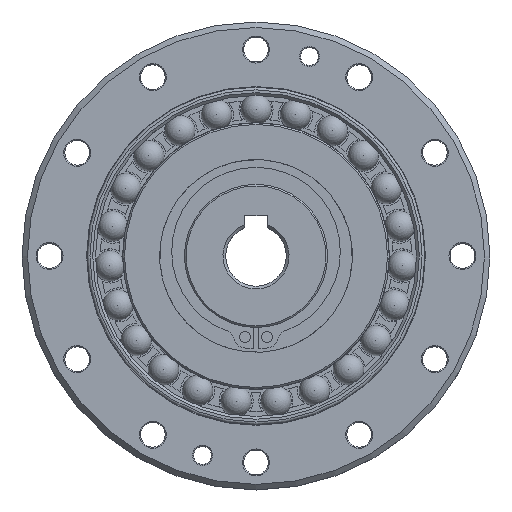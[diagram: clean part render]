
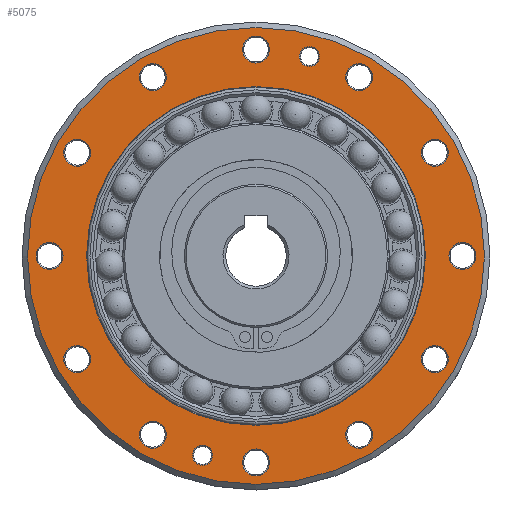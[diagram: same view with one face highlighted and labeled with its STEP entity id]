
A CAD part, top view. The second image highlights one B-rep face of the part: STEP entity #5075.
In plain terms, the highlighted planar face has unit normal (0, 0, 1).
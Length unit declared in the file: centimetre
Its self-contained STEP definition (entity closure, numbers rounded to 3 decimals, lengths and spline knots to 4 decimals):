
#1107=FACE_BOUND($,#1575,.T.);
#1108=FACE_BOUND($,#1576,.T.);
#1109=FACE_BOUND($,#1577,.T.);
#1110=FACE_BOUND($,#1578,.T.);
#1111=FACE_BOUND($,#1579,.T.);
#1112=FACE_BOUND($,#1580,.T.);
#1113=FACE_BOUND($,#1581,.T.);
#1114=FACE_BOUND($,#1582,.T.);
#1115=FACE_BOUND($,#1583,.T.);
#1116=FACE_BOUND($,#1584,.T.);
#1117=FACE_BOUND($,#1585,.T.);
#1118=FACE_BOUND($,#1586,.T.);
#1119=FACE_BOUND($,#1587,.T.);
#1120=FACE_BOUND($,#1588,.T.);
#1121=FACE_BOUND($,#1589,.T.);
#1122=FACE_BOUND($,#1590,.T.);
#1575=EDGE_LOOP($,(#4537));
#1576=EDGE_LOOP($,(#4538));
#1577=EDGE_LOOP($,(#4539));
#1578=EDGE_LOOP($,(#4540));
#1579=EDGE_LOOP($,(#4541));
#1580=EDGE_LOOP($,(#4542));
#1581=EDGE_LOOP($,(#4543));
#1582=EDGE_LOOP($,(#4544));
#1583=EDGE_LOOP($,(#4545));
#1584=EDGE_LOOP($,(#4546));
#1585=EDGE_LOOP($,(#4547));
#1586=EDGE_LOOP($,(#4548));
#1587=EDGE_LOOP($,(#4549));
#1588=EDGE_LOOP($,(#4550));
#1589=EDGE_LOOP($,(#4551));
#1590=EDGE_LOOP($,(#4552));
#2170=CIRCLE($,#5862,3.0769);
#2171=CIRCLE($,#5864,0.245);
#2172=CIRCLE($,#5865,0.245);
#2173=CIRCLE($,#5866,0.245);
#2174=CIRCLE($,#5867,0.245);
#2175=CIRCLE($,#5868,0.245);
#2176=CIRCLE($,#5869,0.245);
#2177=CIRCLE($,#5870,0.245);
#2178=CIRCLE($,#5871,0.245);
#2179=CIRCLE($,#5872,0.245);
#2180=CIRCLE($,#5873,0.245);
#2181=CIRCLE($,#5874,0.245);
#2182=CIRCLE($,#5875,0.245);
#2183=CIRCLE($,#5876,0.1821);
#2184=CIRCLE($,#5877,0.1821);
#2185=CIRCLE($,#5878,4.15);
#2615=VERTEX_POINT($,#9062);
#2616=VERTEX_POINT($,#9065);
#2617=VERTEX_POINT($,#9067);
#2618=VERTEX_POINT($,#9069);
#2619=VERTEX_POINT($,#9071);
#2620=VERTEX_POINT($,#9073);
#2621=VERTEX_POINT($,#9075);
#2622=VERTEX_POINT($,#9077);
#2623=VERTEX_POINT($,#9079);
#2624=VERTEX_POINT($,#9081);
#2625=VERTEX_POINT($,#9083);
#2626=VERTEX_POINT($,#9085);
#2627=VERTEX_POINT($,#9087);
#2628=VERTEX_POINT($,#9089);
#2629=VERTEX_POINT($,#9091);
#2630=VERTEX_POINT($,#9093);
#3252=EDGE_CURVE($,#2615,#2615,#2170,.T.);
#3253=EDGE_CURVE($,#2616,#2616,#2171,.T.);
#3254=EDGE_CURVE($,#2617,#2617,#2172,.T.);
#3255=EDGE_CURVE($,#2618,#2618,#2173,.T.);
#3256=EDGE_CURVE($,#2619,#2619,#2174,.T.);
#3257=EDGE_CURVE($,#2620,#2620,#2175,.T.);
#3258=EDGE_CURVE($,#2621,#2621,#2176,.T.);
#3259=EDGE_CURVE($,#2622,#2622,#2177,.T.);
#3260=EDGE_CURVE($,#2623,#2623,#2178,.T.);
#3261=EDGE_CURVE($,#2624,#2624,#2179,.T.);
#3262=EDGE_CURVE($,#2625,#2625,#2180,.T.);
#3263=EDGE_CURVE($,#2626,#2626,#2181,.T.);
#3264=EDGE_CURVE($,#2627,#2627,#2182,.T.);
#3265=EDGE_CURVE($,#2628,#2628,#2183,.T.);
#3266=EDGE_CURVE($,#2629,#2629,#2184,.T.);
#3267=EDGE_CURVE($,#2630,#2630,#2185,.T.);
#4537=ORIENTED_EDGE($,*,*,#3253,.F.);
#4538=ORIENTED_EDGE($,*,*,#3254,.F.);
#4539=ORIENTED_EDGE($,*,*,#3255,.F.);
#4540=ORIENTED_EDGE($,*,*,#3256,.F.);
#4541=ORIENTED_EDGE($,*,*,#3257,.F.);
#4542=ORIENTED_EDGE($,*,*,#3258,.F.);
#4543=ORIENTED_EDGE($,*,*,#3259,.F.);
#4544=ORIENTED_EDGE($,*,*,#3260,.F.);
#4545=ORIENTED_EDGE($,*,*,#3261,.F.);
#4546=ORIENTED_EDGE($,*,*,#3262,.F.);
#4547=ORIENTED_EDGE($,*,*,#3263,.F.);
#4548=ORIENTED_EDGE($,*,*,#3264,.F.);
#4549=ORIENTED_EDGE($,*,*,#3265,.F.);
#4550=ORIENTED_EDGE($,*,*,#3266,.F.);
#4551=ORIENTED_EDGE($,*,*,#3267,.F.);
#4552=ORIENTED_EDGE($,*,*,#3252,.T.);
#4792=PLANE($,#5863);
#5075=ADVANCED_FACE($,(#1107,#1108,#1109,#1110,#1111,#1112,#1113,#1114,
#1115,#1116,#1117,#1118,#1119,#1120,#1121,#1122),#4792,.T.);
#5862=AXIS2_PLACEMENT_3D($,#9063,#7553,#7554);
#5863=AXIS2_PLACEMENT_3D($,#9064,#7555,#7556);
#5864=AXIS2_PLACEMENT_3D($,#9066,#7557,#7558);
#5865=AXIS2_PLACEMENT_3D($,#9068,#7559,#7560);
#5866=AXIS2_PLACEMENT_3D($,#9070,#7561,#7562);
#5867=AXIS2_PLACEMENT_3D($,#9072,#7563,#7564);
#5868=AXIS2_PLACEMENT_3D($,#9074,#7565,#7566);
#5869=AXIS2_PLACEMENT_3D($,#9076,#7567,#7568);
#5870=AXIS2_PLACEMENT_3D($,#9078,#7569,#7570);
#5871=AXIS2_PLACEMENT_3D($,#9080,#7571,#7572);
#5872=AXIS2_PLACEMENT_3D($,#9082,#7573,#7574);
#5873=AXIS2_PLACEMENT_3D($,#9084,#7575,#7576);
#5874=AXIS2_PLACEMENT_3D($,#9086,#7577,#7578);
#5875=AXIS2_PLACEMENT_3D($,#9088,#7579,#7580);
#5876=AXIS2_PLACEMENT_3D($,#9090,#7581,#7582);
#5877=AXIS2_PLACEMENT_3D($,#9092,#7583,#7584);
#5878=AXIS2_PLACEMENT_3D($,#9094,#7585,#7586);
#7553=DIRECTION('center_axis',(0.,0.,-1.));
#7554=DIRECTION('ref_axis',(1.,0.,0.));
#7555=DIRECTION('center_axis',(0.,0.,1.));
#7556=DIRECTION('ref_axis',(1.,0.,0.));
#7557=DIRECTION('center_axis',(0.,0.,1.));
#7558=DIRECTION('ref_axis',(-1.,0.,0.));
#7559=DIRECTION('center_axis',(0.,0.,1.));
#7560=DIRECTION('ref_axis',(-1.,0.,0.));
#7561=DIRECTION('center_axis',(0.,0.,1.));
#7562=DIRECTION('ref_axis',(-1.,0.,0.));
#7563=DIRECTION('center_axis',(0.,0.,1.));
#7564=DIRECTION('ref_axis',(-1.,0.,0.));
#7565=DIRECTION('center_axis',(0.,0.,1.));
#7566=DIRECTION('ref_axis',(-1.,0.,0.));
#7567=DIRECTION('center_axis',(0.,0.,1.));
#7568=DIRECTION('ref_axis',(-1.,0.,0.));
#7569=DIRECTION('center_axis',(0.,0.,1.));
#7570=DIRECTION('ref_axis',(-1.,0.,0.));
#7571=DIRECTION('center_axis',(0.,0.,1.));
#7572=DIRECTION('ref_axis',(-1.,0.,0.));
#7573=DIRECTION('center_axis',(0.,0.,1.));
#7574=DIRECTION('ref_axis',(-1.,0.,0.));
#7575=DIRECTION('center_axis',(0.,0.,1.));
#7576=DIRECTION('ref_axis',(-1.,0.,0.));
#7577=DIRECTION('center_axis',(0.,0.,1.));
#7578=DIRECTION('ref_axis',(-1.,0.,0.));
#7579=DIRECTION('center_axis',(0.,0.,1.));
#7580=DIRECTION('ref_axis',(-1.,0.,0.));
#7581=DIRECTION('center_axis',(0.,0.,1.));
#7582=DIRECTION('ref_axis',(-1.,0.,0.));
#7583=DIRECTION('center_axis',(0.,0.,1.));
#7584=DIRECTION('ref_axis',(-1.,0.,0.));
#7585=DIRECTION('center_axis',(0.,0.,-1.));
#7586=DIRECTION('ref_axis',(0.,-1.,0.));
#9062=CARTESIAN_POINT('',(0.,-3.0769,0.));
#9063=CARTESIAN_POINT('Origin',(0.,0.,0.));
#9064=CARTESIAN_POINT('Origin',(0.,-3.1198,0.));
#9065=CARTESIAN_POINT('',(-3.505,0.,0.));
#9066=CARTESIAN_POINT('Origin',(-3.75,0.,0.));
#9067=CARTESIAN_POINT('',(-3.0026,1.875,0.));
#9068=CARTESIAN_POINT('Origin',(-3.2476,1.875,0.));
#9069=CARTESIAN_POINT('',(-1.63,3.2476,0.));
#9070=CARTESIAN_POINT('Origin',(-1.875,3.2476,0.));
#9071=CARTESIAN_POINT('',(0.245,3.75,0.));
#9072=CARTESIAN_POINT('Origin',(0.,3.75,0.));
#9073=CARTESIAN_POINT('',(2.12,3.2476,0.));
#9074=CARTESIAN_POINT('Origin',(1.875,3.2476,0.));
#9075=CARTESIAN_POINT('',(3.4926,1.875,0.));
#9076=CARTESIAN_POINT('Origin',(3.2476,1.875,0.));
#9077=CARTESIAN_POINT('',(3.995,0.,0.));
#9078=CARTESIAN_POINT('Origin',(3.75,0.,0.));
#9079=CARTESIAN_POINT('',(3.4926,-1.875,0.));
#9080=CARTESIAN_POINT('Origin',(3.2476,-1.875,0.));
#9081=CARTESIAN_POINT('',(2.12,-3.2476,0.));
#9082=CARTESIAN_POINT('Origin',(1.875,-3.2476,0.));
#9083=CARTESIAN_POINT('',(0.245,-3.75,0.));
#9084=CARTESIAN_POINT('Origin',(0.,-3.75,0.));
#9085=CARTESIAN_POINT('',(-1.63,-3.2476,0.));
#9086=CARTESIAN_POINT('Origin',(-1.875,-3.2476,0.));
#9087=CARTESIAN_POINT('',(-3.0026,-1.875,0.));
#9088=CARTESIAN_POINT('Origin',(-3.2476,-1.875,0.));
#9089=CARTESIAN_POINT('',(-0.7885,-3.6222,0.));
#9090=CARTESIAN_POINT('Origin',(-0.9706,-3.6222,0.));
#9091=CARTESIAN_POINT('',(1.1527,3.6222,0.));
#9092=CARTESIAN_POINT('Origin',(0.9706,3.6222,0.));
#9093=CARTESIAN_POINT('',(0.,4.15,0.));
#9094=CARTESIAN_POINT('Origin',(0.,0.,0.));
